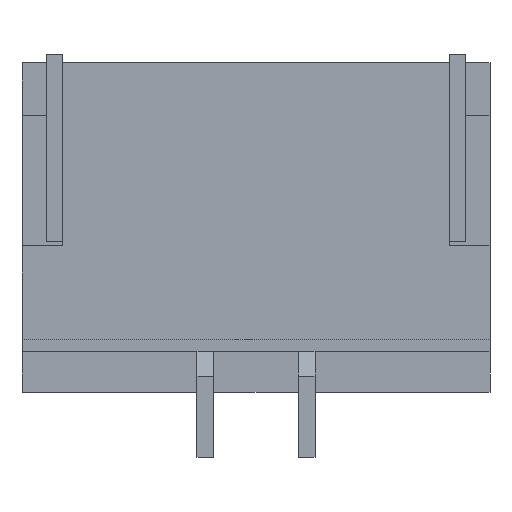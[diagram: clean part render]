
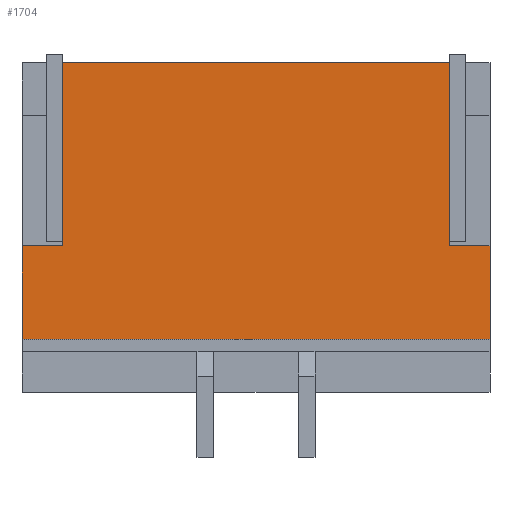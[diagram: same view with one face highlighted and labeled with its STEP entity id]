
A CAD part, front view. The second image highlights one B-rep face of the part: STEP entity #1704.
In plain terms, the highlighted planar face has unit normal (0, -1, 0).
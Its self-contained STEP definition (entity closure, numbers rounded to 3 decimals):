
#61=FACE_OUTER_BOUND('',#151,.T.);
#151=EDGE_LOOP('',(#1329,#1330,#1331,#1332,#1333,#1334,#1335,#1336,#1337,
#1338));
#283=LINE('',#2429,#521);
#304=LINE('',#2468,#542);
#322=LINE('',#2503,#560);
#346=LINE('',#2551,#584);
#363=LINE('',#2583,#601);
#364=LINE('',#2585,#602);
#365=LINE('',#2587,#603);
#366=LINE('',#2588,#604);
#367=LINE('',#2590,#605);
#368=LINE('',#2591,#606);
#521=VECTOR('',#1974,4.75);
#542=VECTOR('',#1997,1.15);
#560=VECTOR('',#2021,1.15);
#584=VECTOR('',#2059,2.2);
#601=VECTOR('',#2088,5.75);
#602=VECTOR('',#2089,0.5);
#603=VECTOR('',#2090,0.05);
#604=VECTOR('',#2091,2.2);
#605=VECTOR('',#2092,0.05);
#606=VECTOR('',#2093,0.5);
#739=VERTEX_POINT('',#2426);
#740=VERTEX_POINT('',#2428);
#756=VERTEX_POINT('',#2465);
#757=VERTEX_POINT('',#2467);
#770=VERTEX_POINT('',#2500);
#771=VERTEX_POINT('',#2502);
#788=VERTEX_POINT('',#2549);
#798=VERTEX_POINT('',#2584);
#799=VERTEX_POINT('',#2586);
#800=VERTEX_POINT('',#2589);
#915=EDGE_CURVE('',#739,#740,#283,.T.);
#936=EDGE_CURVE('',#757,#756,#304,.T.);
#954=EDGE_CURVE('',#770,#771,#322,.T.);
#978=EDGE_CURVE('',#739,#788,#346,.T.);
#995=EDGE_CURVE('',#756,#771,#363,.T.);
#996=EDGE_CURVE('',#798,#770,#364,.T.);
#997=EDGE_CURVE('',#799,#798,#365,.T.);
#998=EDGE_CURVE('',#740,#799,#366,.T.);
#999=EDGE_CURVE('',#788,#800,#367,.T.);
#1000=EDGE_CURVE('',#800,#757,#368,.T.);
#1329=ORIENTED_EDGE('',*,*,#936,.T.);
#1330=ORIENTED_EDGE('',*,*,#995,.T.);
#1331=ORIENTED_EDGE('',*,*,#954,.F.);
#1332=ORIENTED_EDGE('',*,*,#996,.F.);
#1333=ORIENTED_EDGE('',*,*,#997,.F.);
#1334=ORIENTED_EDGE('',*,*,#998,.F.);
#1335=ORIENTED_EDGE('',*,*,#915,.F.);
#1336=ORIENTED_EDGE('',*,*,#978,.T.);
#1337=ORIENTED_EDGE('',*,*,#999,.T.);
#1338=ORIENTED_EDGE('',*,*,#1000,.T.);
#1583=PLANE('',#1792);
#1704=ADVANCED_FACE('',(#61),#1583,.F.);
#1792=AXIS2_PLACEMENT_3D('',#2582,#2086,#2087);
#1974=DIRECTION('',(1.,0.,0.));
#1997=DIRECTION('',(0.,0.,-1.));
#2021=DIRECTION('',(0.,0.,-1.));
#2059=DIRECTION('',(0.,0.,-1.));
#2086=DIRECTION('center_axis',(0.,1.,0.));
#2087=DIRECTION('ref_axis',(-1.,0.,0.));
#2088=DIRECTION('',(1.,0.,0.));
#2089=DIRECTION('',(1.,0.,0.));
#2090=DIRECTION('',(0.,0.,-1.));
#2091=DIRECTION('',(0.,0.,-1.));
#2092=DIRECTION('',(0.,0.,-1.));
#2093=DIRECTION('',(-1.,0.,0.));
#2426=CARTESIAN_POINT('',(-5.25,0.,4.05));
#2428=CARTESIAN_POINT('',(-0.5,0.,4.05));
#2429=CARTESIAN_POINT('',(0.,0.,4.05));
#2465=CARTESIAN_POINT('',(-5.75,0.,0.65));
#2467=CARTESIAN_POINT('',(-5.75,0.,1.8));
#2468=CARTESIAN_POINT('',(-5.75,0.,4.05));
#2500=CARTESIAN_POINT('',(0.,0.,1.8));
#2502=CARTESIAN_POINT('',(0.,0.,0.65));
#2503=CARTESIAN_POINT('',(0.,0.,4.05));
#2549=CARTESIAN_POINT('',(-5.25,0.,1.85));
#2551=CARTESIAN_POINT('',(-5.25,0.,1.8));
#2582=CARTESIAN_POINT('Origin',(0.,0.,4.05));
#2583=CARTESIAN_POINT('',(-5.75,0.,0.65));
#2584=CARTESIAN_POINT('',(-0.5,0.,1.8));
#2585=CARTESIAN_POINT('',(-0.5,0.,1.8));
#2586=CARTESIAN_POINT('',(-0.5,0.,1.85));
#2587=CARTESIAN_POINT('',(-0.5,0.,1.8));
#2588=CARTESIAN_POINT('',(-0.5,0.,1.8));
#2589=CARTESIAN_POINT('',(-5.25,0.,1.8));
#2590=CARTESIAN_POINT('',(-5.25,0.,1.8));
#2591=CARTESIAN_POINT('',(-5.25,0.,1.8));
